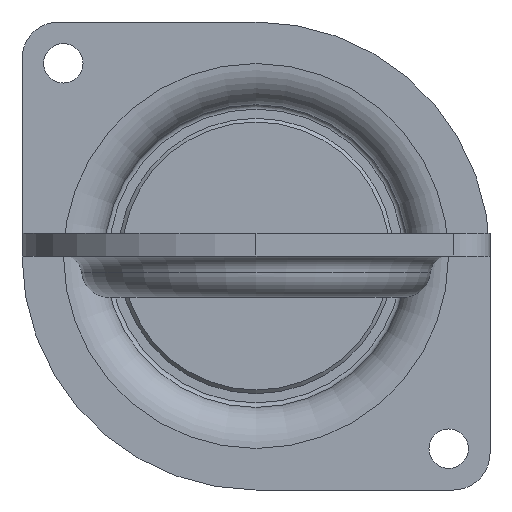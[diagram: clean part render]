
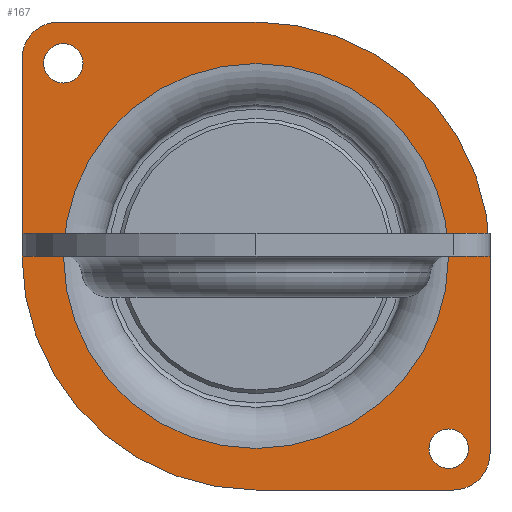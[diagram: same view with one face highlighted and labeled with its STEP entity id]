
A CAD part, left-side view. The second image highlights one B-rep face of the part: STEP entity #167.
In plain terms, the highlighted face is planar.
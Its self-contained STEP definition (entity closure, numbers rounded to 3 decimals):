
#167 = ADVANCED_FACE( '', ( #235, #236, #237, #238 ), #239, .T. );
#235 = FACE_BOUND( '', #394, .T. );
#236 = FACE_BOUND( '', #395, .T. );
#237 = FACE_BOUND( '', #396, .T. );
#238 = FACE_OUTER_BOUND( '', #397, .T. );
#239 = PLANE( '', #398 );
#394 = EDGE_LOOP( '', ( #553 ) );
#395 = EDGE_LOOP( '', ( #554 ) );
#396 = EDGE_LOOP( '', ( #555 ) );
#397 = EDGE_LOOP( '', ( #556, #557, #558, #559, #560, #561, #562, #563 ) );
#398 = AXIS2_PLACEMENT_3D( '', #564, #565, #566 );
#553 = ORIENTED_EDGE( '', *, *, #962, .T. );
#554 = ORIENTED_EDGE( '', *, *, #963, .T. );
#555 = ORIENTED_EDGE( '', *, *, #964, .T. );
#556 = ORIENTED_EDGE( '', *, *, #965, .T. );
#557 = ORIENTED_EDGE( '', *, *, #966, .T. );
#558 = ORIENTED_EDGE( '', *, *, #967, .T. );
#559 = ORIENTED_EDGE( '', *, *, #968, .T. );
#560 = ORIENTED_EDGE( '', *, *, #969, .T. );
#561 = ORIENTED_EDGE( '', *, *, #970, .T. );
#562 = ORIENTED_EDGE( '', *, *, #971, .T. );
#563 = ORIENTED_EDGE( '', *, *, #972, .T. );
#564 = CARTESIAN_POINT( '', ( -25.5, 25.5, 2.5 ) );
#565 = DIRECTION( '', ( 0., 0., 1. ) );
#566 = DIRECTION( '', ( 1., 0., 0. ) );
#962 = EDGE_CURVE( '', #1075, #1075, #1076, .F. );
#963 = EDGE_CURVE( '', #1077, #1077, #1078, .F. );
#964 = EDGE_CURVE( '', #1079, #1079, #1080, .F. );
#965 = EDGE_CURVE( '', #1081, #1082, #1083, .T. );
#966 = EDGE_CURVE( '', #1082, #1084, #1085, .T. );
#967 = EDGE_CURVE( '', #1084, #1086, #1087, .T. );
#968 = EDGE_CURVE( '', #1086, #1088, #1089, .T. );
#969 = EDGE_CURVE( '', #1088, #1090, #1091, .T. );
#970 = EDGE_CURVE( '', #1090, #1092, #1093, .T. );
#971 = EDGE_CURVE( '', #1092, #1094, #1095, .T. );
#972 = EDGE_CURVE( '', #1094, #1081, #1096, .T. );
#1075 = VERTEX_POINT( '', #1273 );
#1076 = CIRCLE( '', #1274, 2.15 );
#1077 = VERTEX_POINT( '', #1275 );
#1078 = CIRCLE( '', #1276, 20.975 );
#1079 = VERTEX_POINT( '', #1277 );
#1080 = CIRCLE( '', #1278, 2.15 );
#1081 = VERTEX_POINT( '', #1279 );
#1082 = VERTEX_POINT( '', #1280 );
#1083 = LINE( '', #1281, #1282 );
#1084 = VERTEX_POINT( '', #1283 );
#1085 = CIRCLE( '', #1284, 25.5 );
#1086 = VERTEX_POINT( '', #1285 );
#1087 = LINE( '', #1286, #1287 );
#1088 = VERTEX_POINT( '', #1288 );
#1089 = CIRCLE( '', #1289, 4. );
#1090 = VERTEX_POINT( '', #1290 );
#1091 = LINE( '', #1291, #1292 );
#1092 = VERTEX_POINT( '', #1293 );
#1093 = CIRCLE( '', #1294, 25.5 );
#1094 = VERTEX_POINT( '', #1295 );
#1095 = LINE( '', #1296, #1297 );
#1096 = CIRCLE( '', #1298, 4. );
#1273 = CARTESIAN_POINT( '', ( 23.15, 21., 2.5 ) );
#1274 = AXIS2_PLACEMENT_3D( '', #1888, #1889, #1890 );
#1275 = CARTESIAN_POINT( '', ( 20.975, 0., 2.5 ) );
#1276 = AXIS2_PLACEMENT_3D( '', #1891, #1892, #1893 );
#1277 = CARTESIAN_POINT( '', ( -18.85, -21., 2.5 ) );
#1278 = AXIS2_PLACEMENT_3D( '', #1894, #1895, #1896 );
#1279 = CARTESIAN_POINT( '', ( -21.5, -25.5, 2.5 ) );
#1280 = CARTESIAN_POINT( '', ( 0., -25.5, 2.5 ) );
#1281 = CARTESIAN_POINT( '', ( -25.5, -25.5, 2.5 ) );
#1282 = VECTOR( '', #1897, 1000. );
#1283 = CARTESIAN_POINT( '', ( 25.5, 0., 2.5 ) );
#1284 = AXIS2_PLACEMENT_3D( '', #1898, #1899, #1900 );
#1285 = CARTESIAN_POINT( '', ( 25.5, 21.5, 2.5 ) );
#1286 = CARTESIAN_POINT( '', ( 25.5, -25.5, 2.5 ) );
#1287 = VECTOR( '', #1901, 1000. );
#1288 = CARTESIAN_POINT( '', ( 21.5, 25.5, 2.5 ) );
#1289 = AXIS2_PLACEMENT_3D( '', #1902, #1903, #1904 );
#1290 = CARTESIAN_POINT( '', ( 0., 25.5, 2.5 ) );
#1291 = CARTESIAN_POINT( '', ( 25.5, 25.5, 2.5 ) );
#1292 = VECTOR( '', #1905, 1000. );
#1293 = CARTESIAN_POINT( '', ( -25.5, 0., 2.5 ) );
#1294 = AXIS2_PLACEMENT_3D( '', #1906, #1907, #1908 );
#1295 = CARTESIAN_POINT( '', ( -25.5, -21.5, 2.5 ) );
#1296 = CARTESIAN_POINT( '', ( -25.5, 25.5, 2.5 ) );
#1297 = VECTOR( '', #1909, 1000. );
#1298 = AXIS2_PLACEMENT_3D( '', #1910, #1911, #1912 );
#1888 = CARTESIAN_POINT( '', ( 21., 21., 2.5 ) );
#1889 = DIRECTION( '', ( 0., 0., 1. ) );
#1890 = DIRECTION( '', ( 1., 0., 0. ) );
#1891 = CARTESIAN_POINT( '', ( 0., 0., 2.5 ) );
#1892 = DIRECTION( '', ( 0., 0., 1. ) );
#1893 = DIRECTION( '', ( 1., 0., 0. ) );
#1894 = CARTESIAN_POINT( '', ( -21., -21., 2.5 ) );
#1895 = DIRECTION( '', ( 0., 0., 1. ) );
#1896 = DIRECTION( '', ( 1., 0., 0. ) );
#1897 = DIRECTION( '', ( 1., 0., 0. ) );
#1898 = CARTESIAN_POINT( '', ( 0., 0., 2.5 ) );
#1899 = DIRECTION( '', ( 0., 0., 1. ) );
#1900 = DIRECTION( '', ( 1., 0., 0. ) );
#1901 = DIRECTION( '', ( 0., 1., 0. ) );
#1902 = CARTESIAN_POINT( '', ( 21.5, 21.5, 2.5 ) );
#1903 = DIRECTION( '', ( 0., 0., 1. ) );
#1904 = DIRECTION( '', ( 1., 0., 0. ) );
#1905 = DIRECTION( '', ( -1., 0., 0. ) );
#1906 = CARTESIAN_POINT( '', ( 0., 0., 2.5 ) );
#1907 = DIRECTION( '', ( 0., 0., 1. ) );
#1908 = DIRECTION( '', ( 1., 0., 0. ) );
#1909 = DIRECTION( '', ( 0., -1., 0. ) );
#1910 = CARTESIAN_POINT( '', ( -21.5, -21.5, 2.5 ) );
#1911 = DIRECTION( '', ( 0., 0., 1. ) );
#1912 = DIRECTION( '', ( 1., 0., 0. ) );
